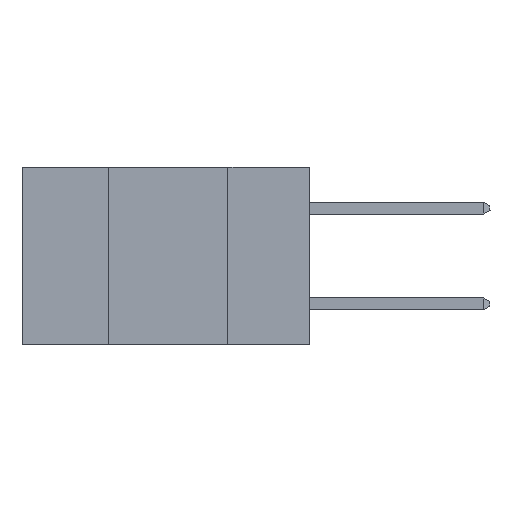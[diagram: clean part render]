
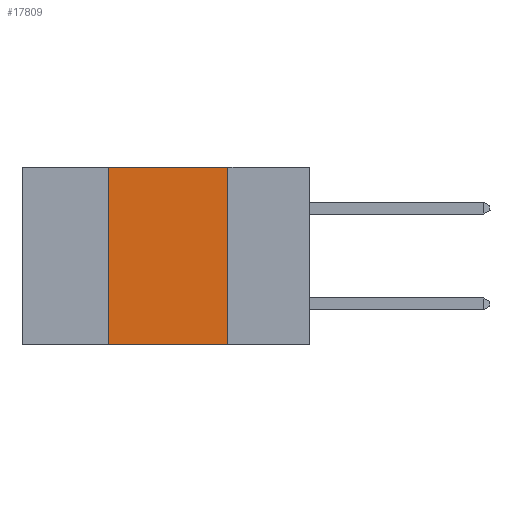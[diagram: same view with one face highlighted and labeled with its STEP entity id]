
A CAD part, left-side view. The second image highlights one B-rep face of the part: STEP entity #17809.
In plain terms, the highlighted planar face has unit normal (-1, 0, 0).
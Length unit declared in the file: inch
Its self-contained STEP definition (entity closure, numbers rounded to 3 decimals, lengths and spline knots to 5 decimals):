
#786 = LINE ( 'NONE', #18900, #17730 ) ;
#821 = CARTESIAN_POINT ( 'NONE',  ( 0., 0.17, -0.37 ) ) ;
#901 = CARTESIAN_POINT ( 'NONE',  ( 0., 0.17, 0. ) ) ;
#2215 = LINE ( 'NONE', #14491, #23337 ) ;
#2615 = DIRECTION ( 'NONE',  ( 0., -1., 0. ) ) ;
#3210 = CARTESIAN_POINT ( 'NONE',  ( 0., 0.42, -0.37 ) ) ;
#4105 = CARTESIAN_POINT ( 'NONE',  ( 0., 0.42, 0. ) ) ;
#6690 = CARTESIAN_POINT ( 'NONE',  ( 0., 0.42, 0. ) ) ;
#6836 = VERTEX_POINT ( 'NONE', #821 ) ;
#8472 = DIRECTION ( 'NONE',  ( 0., 0., 1. ) ) ;
#8558 = EDGE_LOOP ( 'NONE', ( #24988, #18005, #24774, #16406 ) ) ;
#9207 = VECTOR ( 'NONE', #8472, 39.37008 ) ;
#9268 = VERTEX_POINT ( 'NONE', #6690 ) ;
#10777 = FACE_OUTER_BOUND ( 'NONE', #8558, .T. ) ;
#10816 = PLANE ( 'NONE',  #19542 ) ;
#11492 = EDGE_CURVE ( 'NONE', #24050, #6836, #19029, .T. ) ;
#12766 = EDGE_CURVE ( 'NONE', #24050, #9268, #21039, .T. ) ;
#13573 = VECTOR ( 'NONE', #24390, 39.37008 ) ;
#14491 = CARTESIAN_POINT ( 'NONE',  ( 0., 0.17, 0. ) ) ;
#15171 = VERTEX_POINT ( 'NONE', #901 ) ;
#15298 = DIRECTION ( 'NONE',  ( 1., 0., 0. ) ) ;
#16406 = ORIENTED_EDGE ( 'NONE', *, *, #11492, .T. ) ;
#17730 = VECTOR ( 'NONE', #2615, 39.37008 ) ;
#17809 = ADVANCED_FACE ( 'NONE', ( #10777 ), #10816, .F. ) ;
#18005 = ORIENTED_EDGE ( 'NONE', *, *, #21465, .F. ) ;
#18900 = CARTESIAN_POINT ( 'NONE',  ( 0., 0.6, 0. ) ) ;
#19029 = LINE ( 'NONE', #20087, #13573 ) ;
#19043 = CARTESIAN_POINT ( 'NONE',  ( 0., 0.6, 0. ) ) ;
#19542 = AXIS2_PLACEMENT_3D ( 'NONE', #19043, #15298, #23401 ) ;
#20087 = CARTESIAN_POINT ( 'NONE',  ( 0., 0.6, -0.37 ) ) ;
#20802 = DIRECTION ( 'NONE',  ( 0., 0., -1. ) ) ;
#21039 = LINE ( 'NONE', #4105, #9207 ) ;
#21465 = EDGE_CURVE ( 'NONE', #9268, #15171, #786, .T. ) ;
#23337 = VECTOR ( 'NONE', #20802, 39.37008 ) ;
#23401 = DIRECTION ( 'NONE',  ( 0., 0., -1. ) ) ;
#24050 = VERTEX_POINT ( 'NONE', #3210 ) ;
#24244 = EDGE_CURVE ( 'NONE', #15171, #6836, #2215, .T. ) ;
#24390 = DIRECTION ( 'NONE',  ( 0., -1., 0. ) ) ;
#24774 = ORIENTED_EDGE ( 'NONE', *, *, #12766, .F. ) ;
#24988 = ORIENTED_EDGE ( 'NONE', *, *, #24244, .F. ) ;
